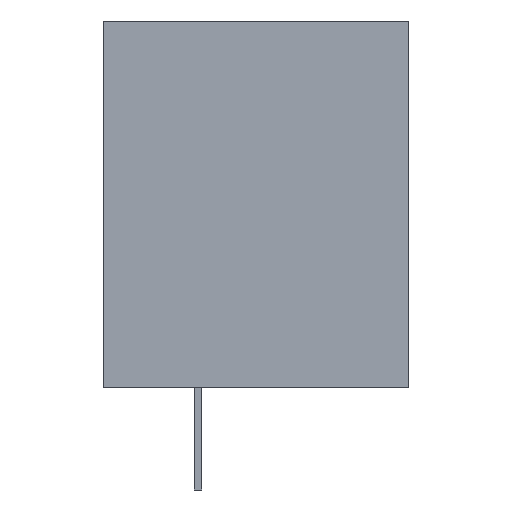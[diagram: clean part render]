
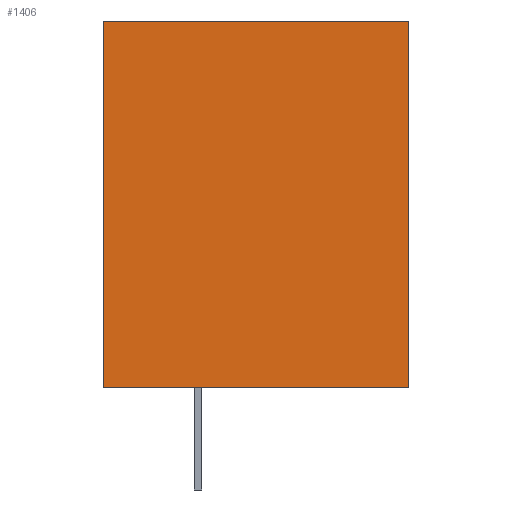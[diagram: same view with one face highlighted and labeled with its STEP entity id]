
A CAD part, left-side view. The second image highlights one B-rep face of the part: STEP entity #1406.
In plain terms, the highlighted free-form (B-spline) face has degree [1, 1] with [2, 2] control points.
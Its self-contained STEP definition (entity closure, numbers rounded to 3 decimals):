
#1309=CARTESIAN_POINT('',(-11.15,4.9,11.7));
#1310=VERTEX_POINT('',#1309);
#1311=CARTESIAN_POINT('',(-11.15,4.9,0.0));
#1312=VERTEX_POINT('',#1311);
#1313=CARTESIAN_POINT('',(-11.15,4.9,11.7));
#1314=DIRECTION('',(0.0,0.0,-1.0));
#1315=VECTOR('',#1314,11.7);
#1316=LINE('',#1313,#1315);
#1317=EDGE_CURVE('',#1310,#1312,#1316,.T.);
#1376=CARTESIAN_POINT('',(-11.15,4.9,0.0));
#1377=CARTESIAN_POINT('',(-11.15,4.9,11.7));
#1378=CARTESIAN_POINT('',(-11.15,-4.9,0.0));
#1379=CARTESIAN_POINT('',(-11.15,-4.9,11.7));
#1380=B_SPLINE_SURFACE_WITH_KNOTS('',1,1,((#1376,#1378),(#1377,#1379)),.UNSPECIFIED.,.F.,.F.,.U.,(2,2),(2,2),(0.0,11.7),(0.0,9.8),.UNSPECIFIED.);
#1381=CARTESIAN_POINT('',(-11.15,-4.9,11.7));
#1382=VERTEX_POINT('',#1381);
#1383=CARTESIAN_POINT('',(-11.15,-4.9,0.0));
#1384=VERTEX_POINT('',#1383);
#1385=CARTESIAN_POINT('',(-11.15,-4.9,11.7));
#1386=DIRECTION('',(0.0,0.0,-1.0));
#1387=VECTOR('',#1386,11.7);
#1388=LINE('',#1385,#1387);
#1389=EDGE_CURVE('',#1382,#1384,#1388,.T.);
#1390=ORIENTED_EDGE('',*,*,#1389,.F.);
#1391=CARTESIAN_POINT('',(-11.15,-4.9,11.7));
#1392=DIRECTION('',(0.0,1.0,0.0));
#1393=VECTOR('',#1392,9.8);
#1394=LINE('',#1391,#1393);
#1395=EDGE_CURVE('',#1382,#1310,#1394,.T.);
#1396=ORIENTED_EDGE('',*,*,#1395,.T.);
#1397=ORIENTED_EDGE('',*,*,#1317,.T.);
#1398=CARTESIAN_POINT('',(-11.15,4.9,0.0));
#1399=DIRECTION('',(0.0,-1.0,0.0));
#1400=VECTOR('',#1399,9.8);
#1401=LINE('',#1398,#1400);
#1402=EDGE_CURVE('',#1312,#1384,#1401,.T.);
#1403=ORIENTED_EDGE('',*,*,#1402,.T.);
#1404=EDGE_LOOP('',(#1390,#1396,#1397,#1403));
#1405=FACE_OUTER_BOUND('',#1404,.T.);
#1406=ADVANCED_FACE('',(#1405),#1380,.F.);
